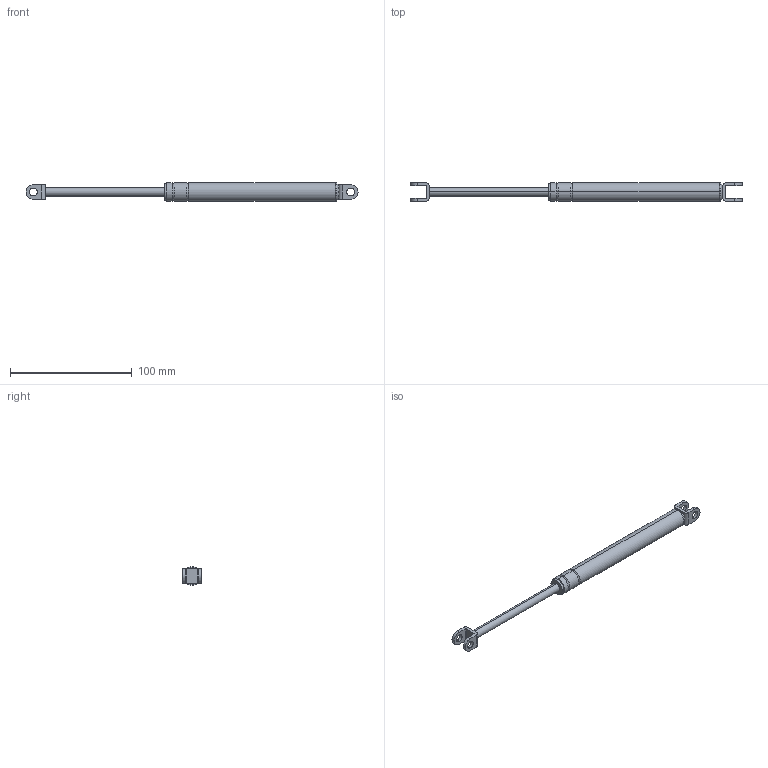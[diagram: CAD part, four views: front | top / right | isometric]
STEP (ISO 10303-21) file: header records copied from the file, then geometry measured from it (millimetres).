
FILE_DESCRIPTION( (''), '2;1');
FILE_NAME ('PC50.20848.TM_367_90_8_21140.stp','2020-10-21T16:48:44',(''),(''),'spGate 16.7.1','','');
FILE_SCHEMA (('AUTOMOTIVE_DESIGN'));
Length unit declared in the file: millimetre
Products named in the file (3): Assembly; TM_367_90_8; TM_367_90_8_div
Assembly tree (2 placements, depth 2):
  Assembly
    TM_367_90_8
    TM_367_90_8_div
Bounding box: 273 x 15.5 x 15.5 mm (x, y, z)
Volume: 30837.3 mm3; surface area: 11387.1 mm2
Topology: 2 solids, 2 shells, 62 faces, 150 edges, 94 vertices
Faces by surface type: cylinder 30, plane 22, bspline 10
Entity records: 3226 total; most frequent: CARTESIAN_POINT 502, DIRECTION 308, ORIENTED_EDGE 300, COLOUR_RGB 214, PRESENTATION_STYLE_ASSIGNMENT 214, STYLED_ITEM 214, EDGE_CURVE 150, DRAUGHTING_PRE_DEFINED_CURVE_FONT 150
